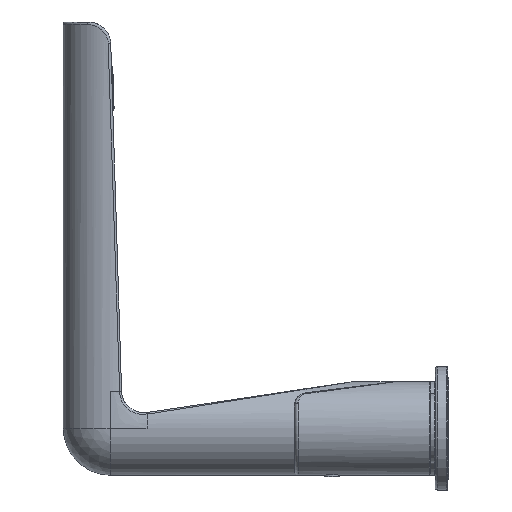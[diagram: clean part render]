
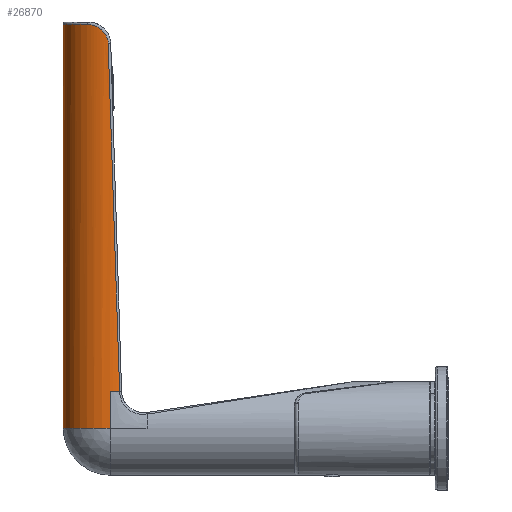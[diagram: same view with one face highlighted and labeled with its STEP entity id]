
A CAD part, left-side view. The second image highlights one B-rep face of the part: STEP entity #26870.
In plain terms, the highlighted cylindrical face has radius 19 mm (diameter 38 mm), a partial arc.
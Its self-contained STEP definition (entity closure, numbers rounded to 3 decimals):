
#2345=LINE('',#52118,#4681);
#2348=LINE('',#54467,#4684);
#4681=VECTOR('',#36047,10.);
#4684=VECTOR('',#36054,10.);
#5582=ELLIPSE('',#29171,576.313,19.);
#5583=ELLIPSE('',#29180,576.313,19.);
#5920=B_SPLINE_CURVE_WITH_KNOTS('',3,(#54696,#54697,#54698,#54699,#54700,
#54701),.UNSPECIFIED.,.F.,.F.,(4,1,1,4),(-1.268,-0.905,
-0.543,0.),.UNSPECIFIED.);
#5921=B_SPLINE_CURVE_WITH_KNOTS('',3,(#54750,#54751,#54752,#54753,#54754,
#54755,#54756),.UNSPECIFIED.,.F.,.F.,(4,1,1,1,4),(-1.268,-0.905,
-0.543,-0.181,0.),.UNSPECIFIED.);
#8393=FACE_OUTER_BOUND('',#9969,.T.);
#9969=EDGE_LOOP('',(#23460,#23461,#23462,#23463,#23464,#23465,#23466,#23467,
#23468,#23469));
#10236=CIRCLE('',#29157,19.);
#10237=CIRCLE('',#29159,19.);
#10238=CIRCLE('',#29160,19.);
#10248=CIRCLE('',#29176,19.);
#11924=VERTEX_POINT('',#43588);
#11925=VERTEX_POINT('',#43590);
#12483=VERTEX_POINT('',#52117);
#12484=VERTEX_POINT('',#52119);
#12486=VERTEX_POINT('',#54463);
#12487=VERTEX_POINT('',#54465);
#12492=VERTEX_POINT('',#54655);
#12493=VERTEX_POINT('',#54694);
#12494=VERTEX_POINT('',#54703);
#12495=VERTEX_POINT('',#54748);
#16120=EDGE_CURVE('',#11924,#11925,#10236,.T.);
#16124=EDGE_CURVE('',#12483,#11925,#2345,.T.);
#16125=EDGE_CURVE('',#12484,#12483,#10237,.T.);
#16129=EDGE_CURVE('',#12487,#12486,#10238,.T.);
#16130=EDGE_CURVE('',#11924,#12487,#2348,.T.);
#16143=EDGE_CURVE('',#12492,#12486,#5582,.T.);
#16146=EDGE_CURVE('',#12493,#12492,#5920,.T.);
#16148=EDGE_CURVE('',#12494,#12493,#10248,.T.);
#16150=EDGE_CURVE('',#12495,#12494,#5921,.T.);
#16153=EDGE_CURVE('',#12484,#12495,#5583,.T.);
#23460=ORIENTED_EDGE('',*,*,#16143,.F.);
#23461=ORIENTED_EDGE('',*,*,#16146,.F.);
#23462=ORIENTED_EDGE('',*,*,#16148,.F.);
#23463=ORIENTED_EDGE('',*,*,#16150,.F.);
#23464=ORIENTED_EDGE('',*,*,#16153,.F.);
#23465=ORIENTED_EDGE('',*,*,#16125,.T.);
#23466=ORIENTED_EDGE('',*,*,#16124,.T.);
#23467=ORIENTED_EDGE('',*,*,#16120,.F.);
#23468=ORIENTED_EDGE('',*,*,#16130,.T.);
#23469=ORIENTED_EDGE('',*,*,#16129,.T.);
#23877=CYLINDRICAL_SURFACE('',#29181,19.);
#26870=ADVANCED_FACE('',(#8393),#23877,.T.);
#29157=AXIS2_PLACEMENT_3D('',#49761,#36043,#36044);
#29159=AXIS2_PLACEMENT_3D('',#52120,#36048,#36049);
#29160=AXIS2_PLACEMENT_3D('',#54466,#36052,#36053);
#29171=AXIS2_PLACEMENT_3D('',#54656,#36076,#36077);
#29176=AXIS2_PLACEMENT_3D('',#54705,#36086,#36087);
#29180=AXIS2_PLACEMENT_3D('',#55209,#36094,#36095);
#29181=AXIS2_PLACEMENT_3D('',#55210,#36096,#36097);
#36043=DIRECTION('center_axis',(0.,0.,-1.));
#36044=DIRECTION('ref_axis',(-1.,0.,0.));
#36047=DIRECTION('',(0.,0.,-1.));
#36048=DIRECTION('center_axis',(0.,0.,1.));
#36049=DIRECTION('ref_axis',(-1.,0.,0.));
#36052=DIRECTION('center_axis',(0.,0.,1.));
#36053=DIRECTION('ref_axis',(-1.,0.,0.));
#36054=DIRECTION('',(0.,0.,1.));
#36076=DIRECTION('center_axis',(0.,-0.999,
0.033));
#36077=DIRECTION('ref_axis',(0.,-0.033,-0.999));
#36086=DIRECTION('center_axis',(0.,0.,1.));
#36087=DIRECTION('ref_axis',(0.,1.,0.));
#36094=DIRECTION('center_axis',(0.,-0.999,
0.033));
#36095=DIRECTION('ref_axis',(0.,-0.033,-0.999));
#36096=DIRECTION('center_axis',(0.,0.,1.));
#36097=DIRECTION('ref_axis',(-1.,0.,0.));
#43588=CARTESIAN_POINT('',(-19.,137.,0.));
#43590=CARTESIAN_POINT('',(19.,137.,0.));
#49761=CARTESIAN_POINT('Origin',(0.,137.,0.));
#52117=CARTESIAN_POINT('',(19.,137.,15.114));
#52118=CARTESIAN_POINT('',(19.,137.,0.));
#52119=CARTESIAN_POINT('',(18.598,133.112,15.114));
#52120=CARTESIAN_POINT('Origin',(0.,137.,15.114));
#54463=CARTESIAN_POINT('',(-18.598,133.112,15.114));
#54465=CARTESIAN_POINT('',(-19.,137.,15.114));
#54466=CARTESIAN_POINT('Origin',(0.,137.,15.114));
#54467=CARTESIAN_POINT('',(-19.,137.,0.));
#54655=CARTESIAN_POINT('',(-18.984,137.767,156.25));
#54656=CARTESIAN_POINT('Origin',(0.,137.,132.984));
#54694=CARTESIAN_POINT('',(-16.62,146.208,164.));
#54696=CARTESIAN_POINT('Ctrl Pts',(-16.62,146.208,164.));
#54697=CARTESIAN_POINT('Ctrl Pts',(-17.237,145.093,164.));
#54698=CARTESIAN_POINT('Ctrl Pts',(-18.245,142.722,163.57));
#54699=CARTESIAN_POINT('Ctrl Pts',(-18.986,139.057,161.039));
#54700=CARTESIAN_POINT('Ctrl Pts',(-18.982,137.827,158.06));
#54701=CARTESIAN_POINT('Ctrl Pts',(-18.984,137.767,156.25));
#54703=CARTESIAN_POINT('',(16.62,146.208,164.));
#54705=CARTESIAN_POINT('Origin',(0.,137.,164.));
#54748=CARTESIAN_POINT('',(18.984,137.767,156.25));
#54750=CARTESIAN_POINT('Ctrl Pts',(18.984,137.767,156.25));
#54751=CARTESIAN_POINT('Ctrl Pts',(18.983,137.807,157.457));
#54752=CARTESIAN_POINT('Ctrl Pts',(18.97,138.471,159.852));
#54753=CARTESIAN_POINT('Ctrl Pts',(18.66,141.033,162.665));
#54754=CARTESIAN_POINT('Ctrl Pts',(17.775,143.932,163.848));
#54755=CARTESIAN_POINT('Ctrl Pts',(16.929,145.65,164.));
#54756=CARTESIAN_POINT('Ctrl Pts',(16.62,146.208,164.));
#55209=CARTESIAN_POINT('Origin',(0.,137.,132.984));
#55210=CARTESIAN_POINT('Origin',(0.,137.,0.));
